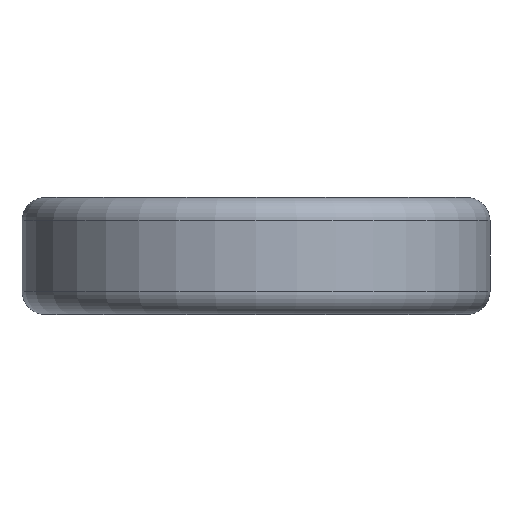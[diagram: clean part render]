
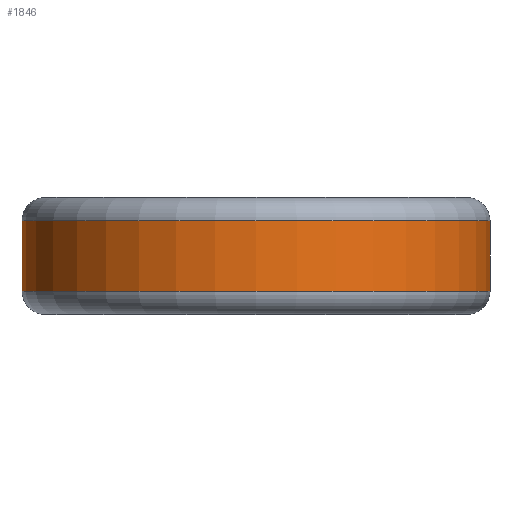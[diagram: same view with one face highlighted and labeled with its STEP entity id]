
A CAD part, front view. The second image highlights one B-rep face of the part: STEP entity #1846.
In plain terms, the highlighted cylindrical face has radius 20 mm (diameter 40 mm), a partial arc.
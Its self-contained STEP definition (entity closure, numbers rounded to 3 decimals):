
#68 = CYLINDRICAL_SURFACE ( 'NONE', #574, 20. ) ;
#98 = CIRCLE ( 'NONE', #784, 20. ) ;
#168 = CARTESIAN_POINT ( 'NONE',  ( 0., 0., 2. ) ) ;
#179 = AXIS2_PLACEMENT_3D ( 'NONE', #2041, #203, #2219 ) ;
#203 = DIRECTION ( 'NONE',  ( 0., 0., -1. ) ) ;
#300 = VERTEX_POINT ( 'NONE', #2335 ) ;
#305 = CARTESIAN_POINT ( 'NONE',  ( 20., 0., 8. ) ) ;
#349 = EDGE_CURVE ( 'NONE', #1696, #300, #1504, .T. ) ;
#367 = VERTEX_POINT ( 'NONE', #305 ) ;
#403 = VECTOR ( 'NONE', #893, 1000. ) ;
#459 = CARTESIAN_POINT ( 'NONE',  ( 20., 0., 10. ) ) ;
#518 = VECTOR ( 'NONE', #1005, 1000. ) ;
#564 = CARTESIAN_POINT ( 'NONE',  ( -20., 0., 8. ) ) ;
#574 = AXIS2_PLACEMENT_3D ( 'NONE', #1464, #936, #1449 ) ;
#670 = EDGE_CURVE ( 'NONE', #367, #2293, #682, .T. ) ;
#682 = LINE ( 'NONE', #459, #518 ) ;
#770 = ORIENTED_EDGE ( 'NONE', *, *, #670, .F. ) ;
#774 = CARTESIAN_POINT ( 'NONE',  ( 20., 0., 2. ) ) ;
#784 = AXIS2_PLACEMENT_3D ( 'NONE', #168, #2030, #1079 ) ;
#868 = CARTESIAN_POINT ( 'NONE',  ( -20., 0., 10. ) ) ;
#893 = DIRECTION ( 'NONE',  ( 0., 0., -1. ) ) ;
#936 = DIRECTION ( 'NONE',  ( 0., 0., -1. ) ) ;
#1005 = DIRECTION ( 'NONE',  ( 0., 0., -1. ) ) ;
#1079 = DIRECTION ( 'NONE',  ( 1., 0., 0. ) ) ;
#1347 = ORIENTED_EDGE ( 'NONE', *, *, #1803, .T. ) ;
#1449 = DIRECTION ( 'NONE',  ( -1., 0., 0. ) ) ;
#1464 = CARTESIAN_POINT ( 'NONE',  ( 0., 0., 10. ) ) ;
#1504 = LINE ( 'NONE', #868, #403 ) ;
#1517 = ORIENTED_EDGE ( 'NONE', *, *, #1945, .T. ) ;
#1630 = ORIENTED_EDGE ( 'NONE', *, *, #349, .T. ) ;
#1642 = CIRCLE ( 'NONE', #179, 20. ) ;
#1696 = VERTEX_POINT ( 'NONE', #564 ) ;
#1803 = EDGE_CURVE ( 'NONE', #300, #2293, #98, .T. ) ;
#1846 = ADVANCED_FACE ( 'NONE', ( #2267 ), #68, .T. ) ;
#1945 = EDGE_CURVE ( 'NONE', #367, #1696, #1642, .T. ) ;
#2030 = DIRECTION ( 'NONE',  ( 0., 0., 1. ) ) ;
#2041 = CARTESIAN_POINT ( 'NONE',  ( 0., 0., 8. ) ) ;
#2153 = EDGE_LOOP ( 'NONE', ( #770, #1517, #1630, #1347 ) ) ;
#2219 = DIRECTION ( 'NONE',  ( 1., 0., 0. ) ) ;
#2267 = FACE_OUTER_BOUND ( 'NONE', #2153, .T. ) ;
#2293 = VERTEX_POINT ( 'NONE', #774 ) ;
#2335 = CARTESIAN_POINT ( 'NONE',  ( -20., 0., 2. ) ) ;
